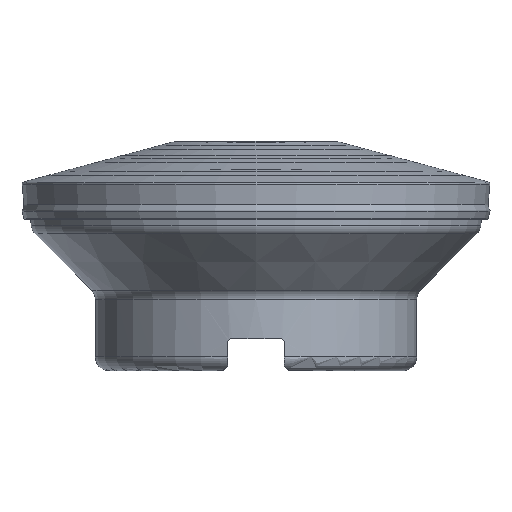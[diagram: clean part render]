
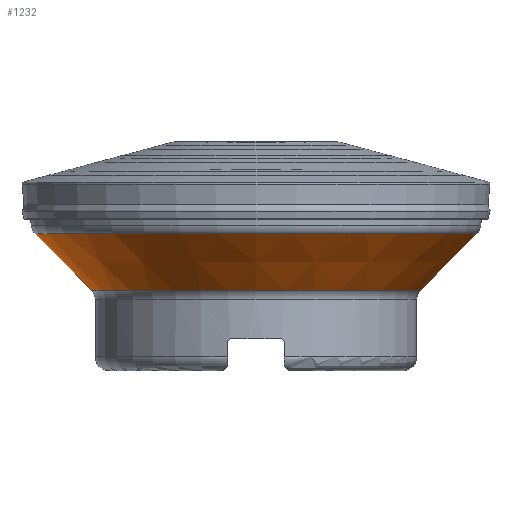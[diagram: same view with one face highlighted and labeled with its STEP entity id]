
A CAD part, left-side view. The second image highlights one B-rep face of the part: STEP entity #1232.
In plain terms, the highlighted conical face has half-angle 45 degrees and reference radius 42.001 mm.
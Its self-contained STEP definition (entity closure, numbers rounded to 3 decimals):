
#116=CARTESIAN_POINT('',(0.,0.,29.823));
#117=DIRECTION('',(0.,0.,1.));
#118=DIRECTION('',(0.,1.,0.));
#119=AXIS2_PLACEMENT_3D('',#116,#117,#118);
#121=DIRECTION('',(0.,-0.707,0.707));
#122=VECTOR('',#121,17.317);
#123=CARTESIAN_POINT('',(0.,-35.879,17.579));
#124=LINE('',#123,#122);
#125=CARTESIAN_POINT('',(0.,0.,17.579));
#126=DIRECTION('',(0.,0.,-1.));
#127=DIRECTION('',(0.,-1.,0.));
#128=AXIS2_PLACEMENT_3D('',#125,#126,#127);
#130=DIRECTION('',(0.,0.707,0.707));
#131=VECTOR('',#130,17.317);
#132=CARTESIAN_POINT('',(0.,35.879,17.579));
#133=LINE('',#132,#131);
#1030=CARTESIAN_POINT('',(0.,-35.879,17.579));
#1031=CARTESIAN_POINT('',(0.,35.879,17.579));
#1032=VERTEX_POINT('',#1030);
#1033=VERTEX_POINT('',#1031);
#1058=CARTESIAN_POINT('',(0.,48.123,29.823));
#1059=CARTESIAN_POINT('',(0.,-48.123,
29.823));
#1060=VERTEX_POINT('',#1058);
#1061=VERTEX_POINT('',#1059);
#1218=CARTESIAN_POINT('',(0.,0.,23.701));
#1219=DIRECTION('',(0.,0.,1.));
#1220=DIRECTION('',(0.,1.,0.));
#1221=AXIS2_PLACEMENT_3D('',#1218,#1219,#1220);
#1222=CONICAL_SURFACE('',#1221,42.001,45.);
#1224=ORIENTED_EDGE('',*,*,#1223,.T.);
#1226=ORIENTED_EDGE('',*,*,#1225,.F.);
#1227=ORIENTED_EDGE('',*,*,#1208,.T.);
#1229=ORIENTED_EDGE('',*,*,#1228,.T.);
#1230=EDGE_LOOP('',(#1224,#1226,#1227,#1229));
#1231=FACE_OUTER_BOUND('',#1230,.F.);
#1232=ADVANCED_FACE('',(#1231),#1222,.T.);
#120=CIRCLE('',#119,48.123);
#129=CIRCLE('',#128,35.879);
#1208=EDGE_CURVE('',#1032,#1033,#129,.T.);
#1223=EDGE_CURVE('',#1060,#1061,#120,.T.);
#1225=EDGE_CURVE('',#1032,#1061,#124,.T.);
#1228=EDGE_CURVE('',#1033,#1060,#133,.T.);
